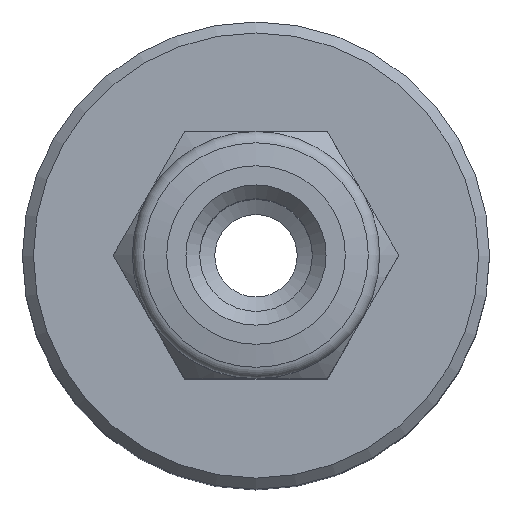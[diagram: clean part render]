
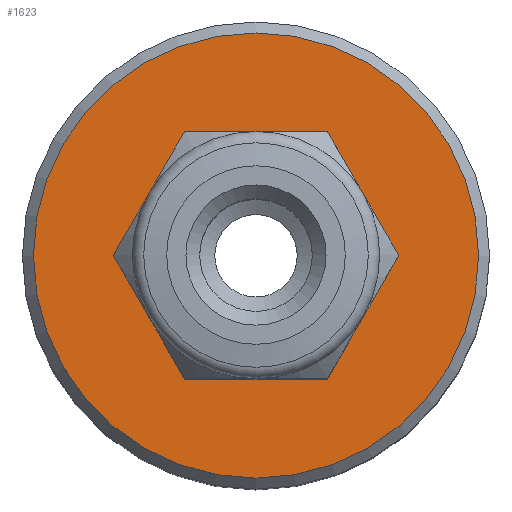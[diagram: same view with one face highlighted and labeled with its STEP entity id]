
A CAD part, top view. The second image highlights one B-rep face of the part: STEP entity #1623.
In plain terms, the highlighted face is planar.
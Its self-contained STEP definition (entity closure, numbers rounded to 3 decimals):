
#22=VECTOR('',#1195,1.);
#23=VECTOR('',#1196,1.);
#24=VECTOR('',#1197,1.);
#25=VECTOR('',#1198,1.);
#26=VECTOR('',#1199,1.);
#27=VECTOR('',#1200,1.);
#34=LINE('',#1388,#22);
#35=LINE('',#1390,#23);
#36=LINE('',#1392,#24);
#37=LINE('',#1394,#25);
#38=LINE('',#1396,#26);
#39=LINE('',#1397,#27);
#689=PLANE('',#1529);
#742=ORIENTED_EDGE('',*,*,#938,.T.);
#743=ORIENTED_EDGE('',*,*,#939,.F.);
#744=ORIENTED_EDGE('',*,*,#940,.F.);
#745=ORIENTED_EDGE('',*,*,#941,.F.);
#746=ORIENTED_EDGE('',*,*,#942,.F.);
#747=ORIENTED_EDGE('',*,*,#943,.F.);
#748=ORIENTED_EDGE('',*,*,#944,.F.);
#852=CIRCLE('',#1530,8.1);
#889=VERTEX_POINT('',#1384);
#890=VERTEX_POINT('',#1386);
#891=VERTEX_POINT('',#1387);
#892=VERTEX_POINT('',#1389);
#893=VERTEX_POINT('',#1391);
#894=VERTEX_POINT('',#1393);
#895=VERTEX_POINT('',#1395);
#938=EDGE_CURVE('',#889,#889,#852,.T.);
#939=EDGE_CURVE('',#890,#891,#34,.T.);
#940=EDGE_CURVE('',#892,#890,#35,.T.);
#941=EDGE_CURVE('',#893,#892,#36,.T.);
#942=EDGE_CURVE('',#894,#893,#37,.T.);
#943=EDGE_CURVE('',#895,#894,#38,.T.);
#944=EDGE_CURVE('',#891,#895,#39,.T.);
#1011=EDGE_LOOP('',(#742));
#1012=EDGE_LOOP('',(#743,#744,#745,#746,#747,#748));
#1087=FACE_BOUND('',#1011,.T.);
#1088=FACE_BOUND('',#1012,.T.);
#1191=DIRECTION('',(0.,1.,0.));
#1192=DIRECTION('',(1.,0.,0.));
#1193=DIRECTION('',(0.,1.,0.));
#1194=DIRECTION('',(-8.1,0.,0.));
#1195=DIRECTION('',(0.,0.,-5.196));
#1196=DIRECTION('',(4.5,0.,-2.598));
#1197=DIRECTION('',(4.5,0.,2.598));
#1198=DIRECTION('',(0.,0.,5.196));
#1199=DIRECTION('',(-4.5,0.,2.598));
#1200=DIRECTION('',(-4.5,0.,-2.598));
#1383=CARTESIAN_POINT('',(108.618,111.693,0.));
#1384=CARTESIAN_POINT('',(108.618,111.693,0.));
#1385=CARTESIAN_POINT('',(116.718,111.693,0.));
#1386=CARTESIAN_POINT('',(121.218,111.693,2.598));
#1387=CARTESIAN_POINT('',(121.218,111.693,-2.598));
#1388=CARTESIAN_POINT('',(121.218,111.693,2.598));
#1389=CARTESIAN_POINT('',(116.718,111.693,5.196));
#1390=CARTESIAN_POINT('',(116.718,111.693,5.196));
#1391=CARTESIAN_POINT('',(112.218,111.693,2.598));
#1392=CARTESIAN_POINT('',(112.218,111.693,2.598));
#1393=CARTESIAN_POINT('',(112.218,111.693,-2.598));
#1394=CARTESIAN_POINT('',(112.218,111.693,-2.598));
#1395=CARTESIAN_POINT('',(116.718,111.693,-5.196));
#1396=CARTESIAN_POINT('',(116.718,111.693,-5.196));
#1397=CARTESIAN_POINT('',(121.218,111.693,-2.598));
#1529=AXIS2_PLACEMENT_3D('',#1383,#1191,#1192);
#1530=AXIS2_PLACEMENT_3D('',#1385,#1193,#1194);
#1623=ADVANCED_FACE('',(#1087,#1088),#689,.T.);
